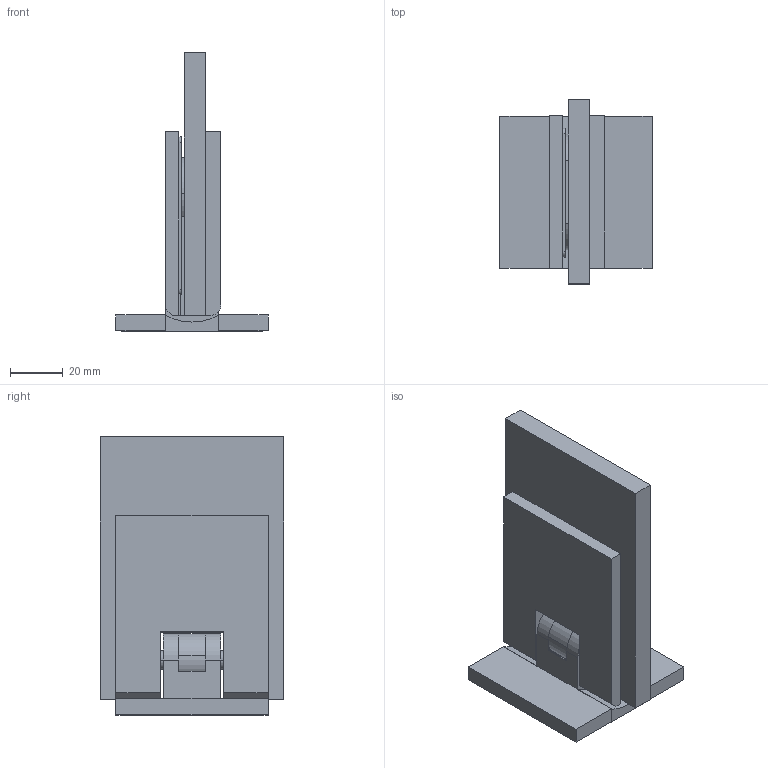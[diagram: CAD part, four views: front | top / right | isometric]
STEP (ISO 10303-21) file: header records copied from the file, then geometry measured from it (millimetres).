
FILE_DESCRIPTION (( 'STEP AP203' ), '1' );
FILE_NAME ('GS-BLACK_D-B-8060-1_S-B.STEP', '2025-03-06T07:44:13', ( '' ), ( '' ), 'SwSTEP 2.0', 'SolidWorks 2019', '' );
FILE_SCHEMA (( 'CONFIG_CONTROL_DESIGN' ));
Length unit declared in the file: millimetre
Products named in the file (13): PART1; Skrutka DIN 7991_Skrutka M 6x 14; PART9; PART8; PART7; GS-BLACK_D-B-8060-1_S-B; PART3; PART2; PART4; PART10; DIN 913_SKRUTKA M 6X 6; PART5; PART6
Assembly tree (17 placements, depth 2):
  GS-BLACK_D-B-8060-1_S-B
    PART1
    PART2
    PART3
    DIN 913_SKRUTKA M 6X 6  x3
    PART4
    PART5  x2
    PART6  x2
    PART7
    Skrutka DIN 7991_Skrutka M 6x 14  x2
    PART8
    PART9
    PART10
Bounding box: 58 x 70 x 106 mm (x, y, z)
Volume: 118165.6 mm3; surface area: 68343.9 mm2
Topology: 17 solids, 17 shells, 417 faces, 1036 edges, 653 vertices
Faces by surface type: plane 213, cylinder 146, cone 58
Entity records: 11722 total; most frequent: DIRECTION 1851, CARTESIAN_POINT 1759, ORIENTED_EDGE 1702, EDGE_CURVE 851, AXIS2_PLACEMENT_3D 641, VECTOR 569, LINE 569, VERTEX_POINT 541
